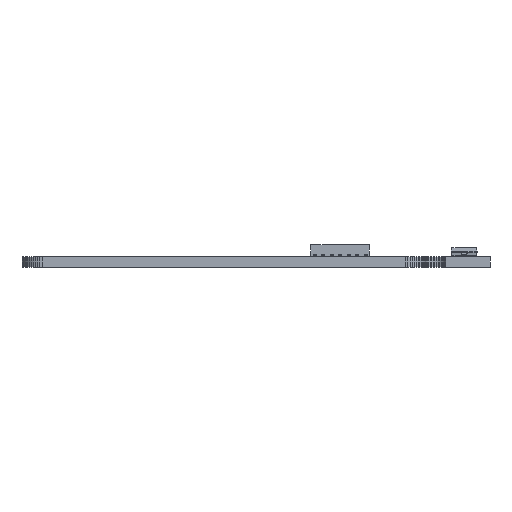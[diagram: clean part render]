
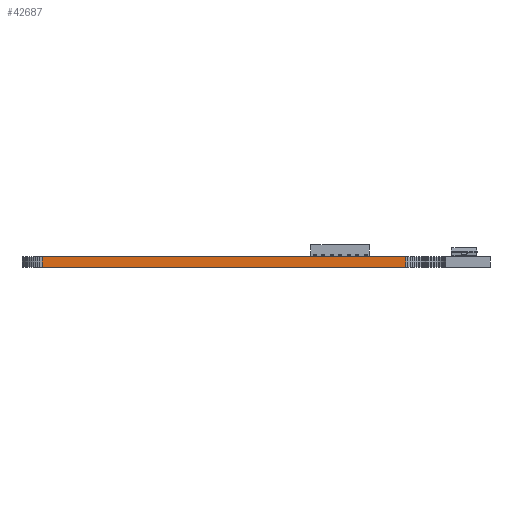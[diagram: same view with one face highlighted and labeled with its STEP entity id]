
A CAD part, left-side view. The second image highlights one B-rep face of the part: STEP entity #42687.
In plain terms, the highlighted planar face has unit normal (-1, 0, 0).
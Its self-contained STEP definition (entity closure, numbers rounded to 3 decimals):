
#19586 = PLANE('',#19587);
#19587 = AXIS2_PLACEMENT_3D('',#19588,#19589,#19590);
#19588 = CARTESIAN_POINT('',(72.791,-81.795,1.6));
#19589 = DIRECTION('',(-0.,-0.,-1.));
#19590 = DIRECTION('',(-1.,0.,0.));
#19640 = PLANE('',#19641);
#19641 = AXIS2_PLACEMENT_3D('',#19642,#19643,#19644);
#19642 = CARTESIAN_POINT('',(72.791,-81.795,0.));
#19643 = DIRECTION('',(-0.,-0.,-1.));
#19644 = DIRECTION('',(-1.,0.,0.));
#22679 = VERTEX_POINT('',#22680);
#22680 = CARTESIAN_POINT('',(50.3,-103.6,0.));
#22694 = PLANE('',#22695);
#22695 = AXIS2_PLACEMENT_3D('',#22696,#22697,#22698);
#22696 = CARTESIAN_POINT('',(50.319,-103.936,0.));
#22697 = DIRECTION('',(-0.998,-0.056,0.));
#22698 = DIRECTION('',(-0.056,0.998,0.));
#22706 = EDGE_CURVE('',#22679,#22707,#22709,.T.);
#22707 = VERTEX_POINT('',#22708);
#22708 = CARTESIAN_POINT('',(50.3,-49.3,0.));
#22709 = SURFACE_CURVE('',#22710,(#22714,#22721),.PCURVE_S1.);
#22710 = LINE('',#22711,#22712);
#22711 = CARTESIAN_POINT('',(50.3,-103.6,0.));
#22712 = VECTOR('',#22713,1.);
#22713 = DIRECTION('',(0.,1.,0.));
#22714 = PCURVE('',#19640,#22715);
#22715 = DEFINITIONAL_REPRESENTATION('',(#22716),#22720);
#22716 = LINE('',#22717,#22718);
#22717 = CARTESIAN_POINT('',(22.491,-21.805));
#22718 = VECTOR('',#22719,1.);
#22719 = DIRECTION('',(0.,1.));
#22720 = ( GEOMETRIC_REPRESENTATION_CONTEXT(2) 
PARAMETRIC_REPRESENTATION_CONTEXT() REPRESENTATION_CONTEXT('2D SPACE',''
  ) );
#22721 = PCURVE('',#22722,#22727);
#22722 = PLANE('',#22723);
#22723 = AXIS2_PLACEMENT_3D('',#22724,#22725,#22726);
#22724 = CARTESIAN_POINT('',(50.3,-103.6,0.));
#22725 = DIRECTION('',(-1.,0.,0.));
#22726 = DIRECTION('',(0.,1.,0.));
#22727 = DEFINITIONAL_REPRESENTATION('',(#22728),#22732);
#22728 = LINE('',#22729,#22730);
#22729 = CARTESIAN_POINT('',(0.,0.));
#22730 = VECTOR('',#22731,1.);
#22731 = DIRECTION('',(1.,0.));
#22732 = ( GEOMETRIC_REPRESENTATION_CONTEXT(2) 
PARAMETRIC_REPRESENTATION_CONTEXT() REPRESENTATION_CONTEXT('2D SPACE',''
  ) );
#22750 = PLANE('',#22751);
#22751 = AXIS2_PLACEMENT_3D('',#22752,#22753,#22754);
#22752 = CARTESIAN_POINT('',(50.3,-49.3,0.));
#22753 = DIRECTION('',(-0.998,0.056,0.));
#22754 = DIRECTION('',(0.056,0.998,0.));
#34420 = VERTEX_POINT('',#34421);
#34421 = CARTESIAN_POINT('',(50.3,-103.6,1.6));
#34442 = EDGE_CURVE('',#34420,#34443,#34445,.T.);
#34443 = VERTEX_POINT('',#34444);
#34444 = CARTESIAN_POINT('',(50.3,-49.3,1.6));
#34445 = SURFACE_CURVE('',#34446,(#34450,#34457),.PCURVE_S1.);
#34446 = LINE('',#34447,#34448);
#34447 = CARTESIAN_POINT('',(50.3,-103.6,1.6));
#34448 = VECTOR('',#34449,1.);
#34449 = DIRECTION('',(0.,1.,0.));
#34450 = PCURVE('',#19586,#34451);
#34451 = DEFINITIONAL_REPRESENTATION('',(#34452),#34456);
#34452 = LINE('',#34453,#34454);
#34453 = CARTESIAN_POINT('',(22.491,-21.805));
#34454 = VECTOR('',#34455,1.);
#34455 = DIRECTION('',(0.,1.));
#34456 = ( GEOMETRIC_REPRESENTATION_CONTEXT(2) 
PARAMETRIC_REPRESENTATION_CONTEXT() REPRESENTATION_CONTEXT('2D SPACE',''
  ) );
#34457 = PCURVE('',#22722,#34458);
#34458 = DEFINITIONAL_REPRESENTATION('',(#34459),#34463);
#34459 = LINE('',#34460,#34461);
#34460 = CARTESIAN_POINT('',(0.,-1.6));
#34461 = VECTOR('',#34462,1.);
#34462 = DIRECTION('',(1.,0.));
#34463 = ( GEOMETRIC_REPRESENTATION_CONTEXT(2) 
PARAMETRIC_REPRESENTATION_CONTEXT() REPRESENTATION_CONTEXT('2D SPACE',''
  ) );
#42664 = EDGE_CURVE('',#22707,#34443,#42665,.T.);
#42665 = SURFACE_CURVE('',#42666,(#42670,#42677),.PCURVE_S1.);
#42666 = LINE('',#42667,#42668);
#42667 = CARTESIAN_POINT('',(50.3,-49.3,0.));
#42668 = VECTOR('',#42669,1.);
#42669 = DIRECTION('',(0.,0.,1.));
#42670 = PCURVE('',#22750,#42671);
#42671 = DEFINITIONAL_REPRESENTATION('',(#42672),#42676);
#42672 = LINE('',#42673,#42674);
#42673 = CARTESIAN_POINT('',(0.,0.));
#42674 = VECTOR('',#42675,1.);
#42675 = DIRECTION('',(0.,-1.));
#42676 = ( GEOMETRIC_REPRESENTATION_CONTEXT(2) 
PARAMETRIC_REPRESENTATION_CONTEXT() REPRESENTATION_CONTEXT('2D SPACE',''
  ) );
#42677 = PCURVE('',#22722,#42678);
#42678 = DEFINITIONAL_REPRESENTATION('',(#42679),#42683);
#42679 = LINE('',#42680,#42681);
#42680 = CARTESIAN_POINT('',(54.3,0.));
#42681 = VECTOR('',#42682,1.);
#42682 = DIRECTION('',(0.,-1.));
#42683 = ( GEOMETRIC_REPRESENTATION_CONTEXT(2) 
PARAMETRIC_REPRESENTATION_CONTEXT() REPRESENTATION_CONTEXT('2D SPACE',''
  ) );
#42687 = ADVANCED_FACE('',(#42688),#22722,.T.);
#42688 = FACE_BOUND('',#42689,.T.);
#42689 = EDGE_LOOP('',(#42690,#42711,#42712,#42713));
#42690 = ORIENTED_EDGE('',*,*,#42691,.T.);
#42691 = EDGE_CURVE('',#22679,#34420,#42692,.T.);
#42692 = SURFACE_CURVE('',#42693,(#42697,#42704),.PCURVE_S1.);
#42693 = LINE('',#42694,#42695);
#42694 = CARTESIAN_POINT('',(50.3,-103.6,0.));
#42695 = VECTOR('',#42696,1.);
#42696 = DIRECTION('',(0.,0.,1.));
#42697 = PCURVE('',#22722,#42698);
#42698 = DEFINITIONAL_REPRESENTATION('',(#42699),#42703);
#42699 = LINE('',#42700,#42701);
#42700 = CARTESIAN_POINT('',(0.,0.));
#42701 = VECTOR('',#42702,1.);
#42702 = DIRECTION('',(0.,-1.));
#42703 = ( GEOMETRIC_REPRESENTATION_CONTEXT(2) 
PARAMETRIC_REPRESENTATION_CONTEXT() REPRESENTATION_CONTEXT('2D SPACE',''
  ) );
#42704 = PCURVE('',#22694,#42705);
#42705 = DEFINITIONAL_REPRESENTATION('',(#42706),#42710);
#42706 = LINE('',#42707,#42708);
#42707 = CARTESIAN_POINT('',(0.336,0.));
#42708 = VECTOR('',#42709,1.);
#42709 = DIRECTION('',(0.,-1.));
#42710 = ( GEOMETRIC_REPRESENTATION_CONTEXT(2) 
PARAMETRIC_REPRESENTATION_CONTEXT() REPRESENTATION_CONTEXT('2D SPACE',''
  ) );
#42711 = ORIENTED_EDGE('',*,*,#34442,.T.);
#42712 = ORIENTED_EDGE('',*,*,#42664,.F.);
#42713 = ORIENTED_EDGE('',*,*,#22706,.F.);
